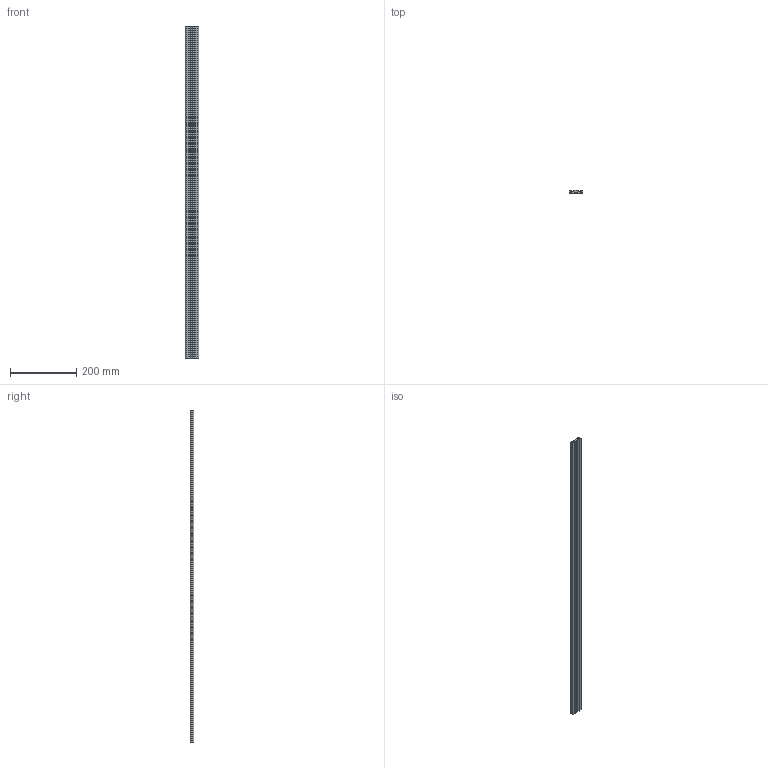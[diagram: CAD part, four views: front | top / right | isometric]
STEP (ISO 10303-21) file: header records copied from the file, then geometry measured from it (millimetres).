
FILE_DESCRIPTION(/* description */ (''),/* implementation_level */ '2;1');
FILE_NAME(/* name */ '14310_KriTec_Schiebetuer-Fuehrungsprofil_8_40x10_natur.stp',/* time_stamp */ '2020-06-22T15:16:30+02:00',/* author */ ('Nell'),/* organization */ (''),/* preprocessor_version */ 'ST-DEVELOPER v17',/* originating_system */ 'Autodesk Inventor 2018',/* authorisation */ '');
FILE_SCHEMA (('AUTOMOTIVE_DESIGN { 1 0 10303 214 3 1 1 }'));
Length unit declared in the file: millimetre
Products named in the file (1): 14310_KriTec_Schiebetuer-Führungsprofil_8_40x10_nat
ur
Bounding box: 40 x 10 x 1000 mm (x, y, z)
Volume: 272003.5 mm3; surface area: 170879.5 mm2
Topology: 1 solids, 1 shells, 88 faces, 258 edges, 172 vertices
Faces by surface type: cylinder 50, plane 38
Entity records: 3009 total; most frequent: DIRECTION 536, CARTESIAN_POINT 519, ORIENTED_EDGE 516, EDGE_CURVE 258, AXIS2_PLACEMENT_3D 189, VERTEX_POINT 172, LINE 158, VECTOR 158
